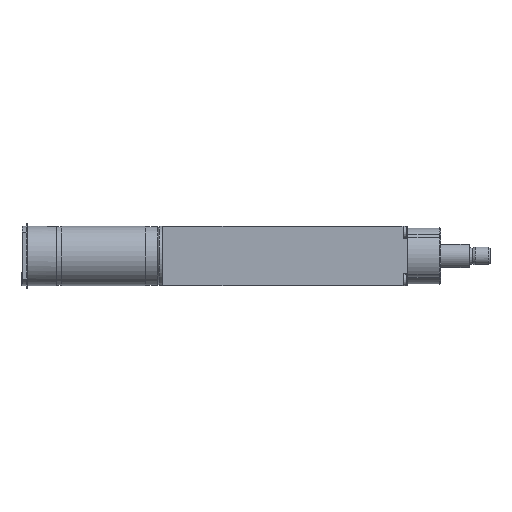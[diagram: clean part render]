
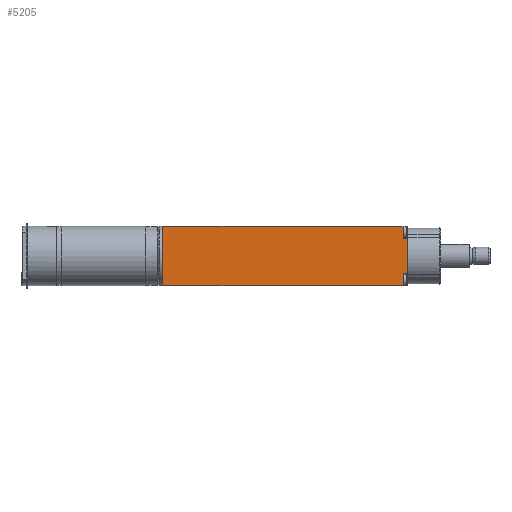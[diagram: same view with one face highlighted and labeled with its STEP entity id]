
A CAD part, front view. The second image highlights one B-rep face of the part: STEP entity #5205.
In plain terms, the highlighted planar face has unit normal (0, -1, 0).
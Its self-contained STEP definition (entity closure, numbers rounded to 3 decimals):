
#461=LINE('',#8021,#993);
#485=LINE('',#8216,#1017);
#490=LINE('',#8229,#1022);
#516=LINE('',#8285,#1048);
#518=LINE('',#8292,#1050);
#519=LINE('',#8295,#1051);
#531=LINE('',#8319,#1063);
#532=LINE('',#8321,#1064);
#542=LINE('',#8349,#1074);
#545=LINE('',#8604,#1077);
#546=LINE('',#8606,#1078);
#547=LINE('',#8607,#1079);
#548=LINE('',#8608,#1080);
#549=LINE('',#8609,#1081);
#993=VECTOR('',#6483,0.9);
#1017=VECTOR('',#6595,0.8);
#1022=VECTOR('',#6606,0.9);
#1048=VECTOR('',#6656,0.8);
#1050=VECTOR('',#6666,1.);
#1051=VECTOR('',#6669,0.3);
#1063=VECTOR('',#6687,0.3);
#1064=VECTOR('',#6690,6.);
#1074=VECTOR('',#6726,0.1);
#1077=VECTOR('',#6751,10.);
#1078=VECTOR('',#6752,40.1);
#1079=VECTOR('',#6753,0.1);
#1080=VECTOR('',#6754,1.);
#1081=VECTOR('',#6755,40.1);
#1416=FACE_OUTER_BOUND('',#1723,.T.);
#1723=EDGE_LOOP('',(#4164,#4165,#4166,#4167,#4168,#4169,#4170,#4171,#4172,
#4173,#4174,#4175,#4176,#4177));
#2234=VERTEX_POINT('',#8004);
#2240=VERTEX_POINT('',#8019);
#2286=VERTEX_POINT('',#8213);
#2287=VERTEX_POINT('',#8215);
#2291=VERTEX_POINT('',#8226);
#2292=VERTEX_POINT('',#8228);
#2309=VERTEX_POINT('',#8280);
#2310=VERTEX_POINT('',#8283);
#2312=VERTEX_POINT('',#8294);
#2321=VERTEX_POINT('',#8317);
#2326=VERTEX_POINT('',#8347);
#2336=VERTEX_POINT('',#8602);
#2337=VERTEX_POINT('',#8603);
#2338=VERTEX_POINT('',#8605);
#2845=EDGE_CURVE('',#2234,#2240,#461,.T.);
#2904=EDGE_CURVE('',#2287,#2286,#485,.T.);
#2910=EDGE_CURVE('',#2292,#2291,#490,.T.);
#2939=EDGE_CURVE('',#2309,#2310,#516,.T.);
#2943=EDGE_CURVE('',#2310,#2234,#518,.T.);
#2944=EDGE_CURVE('',#2312,#2292,#519,.T.);
#2956=EDGE_CURVE('',#2321,#2240,#531,.T.);
#2957=EDGE_CURVE('',#2286,#2309,#532,.T.);
#2971=EDGE_CURVE('',#2326,#2321,#542,.T.);
#2983=EDGE_CURVE('',#2336,#2337,#545,.T.);
#2984=EDGE_CURVE('',#2336,#2338,#546,.T.);
#2985=EDGE_CURVE('',#2312,#2338,#547,.T.);
#2986=EDGE_CURVE('',#2291,#2287,#548,.T.);
#2987=EDGE_CURVE('',#2337,#2326,#549,.T.);
#4164=ORIENTED_EDGE('',*,*,#2983,.F.);
#4165=ORIENTED_EDGE('',*,*,#2984,.T.);
#4166=ORIENTED_EDGE('',*,*,#2985,.F.);
#4167=ORIENTED_EDGE('',*,*,#2944,.T.);
#4168=ORIENTED_EDGE('',*,*,#2910,.T.);
#4169=ORIENTED_EDGE('',*,*,#2986,.T.);
#4170=ORIENTED_EDGE('',*,*,#2904,.T.);
#4171=ORIENTED_EDGE('',*,*,#2957,.T.);
#4172=ORIENTED_EDGE('',*,*,#2939,.T.);
#4173=ORIENTED_EDGE('',*,*,#2943,.T.);
#4174=ORIENTED_EDGE('',*,*,#2845,.T.);
#4175=ORIENTED_EDGE('',*,*,#2956,.F.);
#4176=ORIENTED_EDGE('',*,*,#2971,.F.);
#4177=ORIENTED_EDGE('',*,*,#2987,.F.);
#4691=PLANE('',#5581);
#5205=ADVANCED_FACE('',(#1416),#4691,.T.);
#5581=AXIS2_PLACEMENT_3D('',#8601,#6749,#6750);
#6483=DIRECTION('',(0.,0.,1.));
#6595=DIRECTION('',(1.,0.,0.));
#6606=DIRECTION('',(0.,0.,1.));
#6656=DIRECTION('',(-1.,0.,0.));
#6666=DIRECTION('',(0.,0.,1.));
#6669=DIRECTION('',(1.,0.,0.));
#6687=DIRECTION('',(1.,0.,0.));
#6690=DIRECTION('',(0.,0.,1.));
#6726=DIRECTION('',(0.,0.,-1.));
#6749=DIRECTION('center_axis',(0.,-1.,0.));
#6750=DIRECTION('ref_axis',(0.,0.,-1.));
#6751=DIRECTION('',(0.,0.,1.));
#6752=DIRECTION('',(1.,0.,0.));
#6753=DIRECTION('',(0.,0.,-1.));
#6754=DIRECTION('',(0.,0.,1.));
#6755=DIRECTION('',(1.,0.,0.));
#8004=CARTESIAN_POINT('',(25.926,-8.035,4.));
#8019=CARTESIAN_POINT('',(25.926,-8.035,4.9));
#8021=CARTESIAN_POINT('',(25.926,-8.035,-0.419));
#8213=CARTESIAN_POINT('',(26.726,-8.035,-3.));
#8215=CARTESIAN_POINT('',(25.926,-8.035,-3.));
#8216=CARTESIAN_POINT('',(28.926,-8.035,-3.));
#8226=CARTESIAN_POINT('',(25.926,-8.035,-4.));
#8228=CARTESIAN_POINT('',(25.926,-8.035,-4.9));
#8229=CARTESIAN_POINT('',(25.926,-8.035,-4.481));
#8280=CARTESIAN_POINT('',(26.726,-8.035,3.));
#8283=CARTESIAN_POINT('',(25.926,-8.035,3.));
#8285=CARTESIAN_POINT('',(28.926,-8.035,3.));
#8292=CARTESIAN_POINT('',(25.926,-8.035,-0.419));
#8294=CARTESIAN_POINT('',(25.626,-8.035,-4.9));
#8295=CARTESIAN_POINT('',(25.626,-8.035,-4.9));
#8317=CARTESIAN_POINT('',(25.626,-8.035,4.9));
#8319=CARTESIAN_POINT('',(25.626,-8.035,4.9));
#8321=CARTESIAN_POINT('',(26.726,-8.035,-2.45));
#8347=CARTESIAN_POINT('',(25.626,-8.035,5.));
#8349=CARTESIAN_POINT('',(25.626,-8.035,-5.));
#8601=CARTESIAN_POINT('Origin',(-14.474,-8.035,5.));
#8602=CARTESIAN_POINT('',(-14.474,-8.035,-5.));
#8603=CARTESIAN_POINT('',(-14.474,-8.035,5.));
#8604=CARTESIAN_POINT('',(-14.474,-8.035,-5.));
#8605=CARTESIAN_POINT('',(25.626,-8.035,-5.));
#8606=CARTESIAN_POINT('',(-14.474,-8.035,-5.));
#8607=CARTESIAN_POINT('',(25.626,-8.035,-5.));
#8608=CARTESIAN_POINT('',(25.926,-8.035,-4.481));
#8609=CARTESIAN_POINT('',(-14.474,-8.035,5.));
